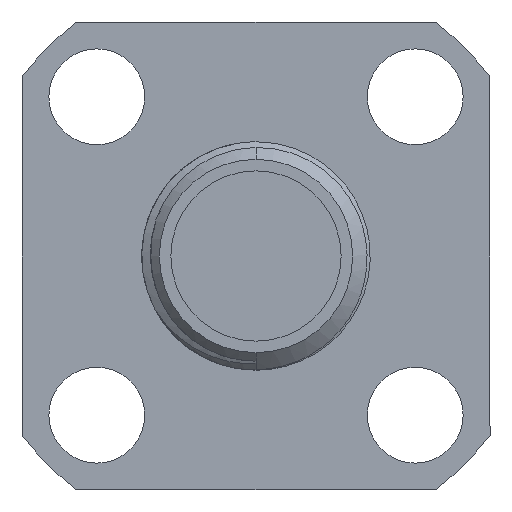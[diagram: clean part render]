
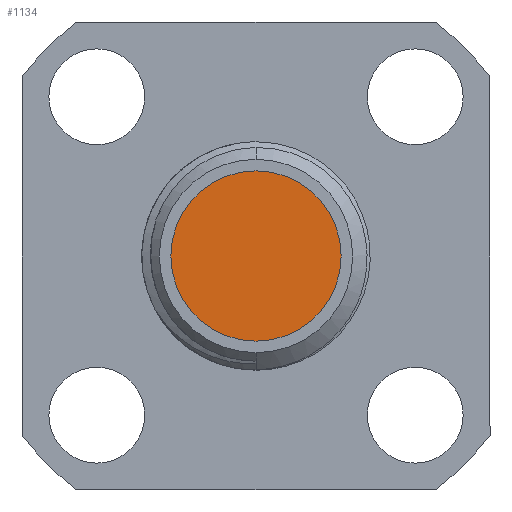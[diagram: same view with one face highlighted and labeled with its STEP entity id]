
A CAD part, left-side view. The second image highlights one B-rep face of the part: STEP entity #1134.
In plain terms, the highlighted planar face has unit normal (-1, 0, 0).
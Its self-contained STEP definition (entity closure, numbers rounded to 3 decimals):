
#104 = CIRCLE ( 'NONE', #2290, 2.31 ) ;
#207 = DIRECTION ( 'NONE',  ( 1., 0., 0. ) ) ;
#564 = PLANE ( 'NONE',  #1873 ) ;
#1024 = CARTESIAN_POINT ( 'NONE',  ( 1.95, 0., 0. ) ) ;
#1134 = ADVANCED_FACE ( 'NONE', ( #2684 ), #564, .F. ) ;
#1418 = CIRCLE ( 'NONE', #1924, 2.31 ) ;
#1458 = VERTEX_POINT ( 'NONE', #1503 ) ;
#1503 = CARTESIAN_POINT ( 'NONE',  ( 1.95, 0., 2.31 ) ) ;
#1583 = DIRECTION ( 'NONE',  ( -1., 0., 0. ) ) ;
#1719 = CARTESIAN_POINT ( 'NONE',  ( 1.95, 0., -2.31 ) ) ;
#1873 = AXIS2_PLACEMENT_3D ( 'NONE', #3917, #207, #2371 ) ;
#1924 = AXIS2_PLACEMENT_3D ( 'NONE', #1024, #2537, #3807 ) ;
#1943 = DIRECTION ( 'NONE',  ( 0., 0., 1. ) ) ;
#1967 = CARTESIAN_POINT ( 'NONE',  ( 1.95, 0., 0. ) ) ;
#2034 = EDGE_CURVE ( 'NONE', #3653, #1458, #1418, .T. ) ;
#2057 = ORIENTED_EDGE ( 'NONE', *, *, #3264, .T. ) ;
#2290 = AXIS2_PLACEMENT_3D ( 'NONE', #1967, #1583, #1943 ) ;
#2371 = DIRECTION ( 'NONE',  ( 0., 0., -1. ) ) ;
#2537 = DIRECTION ( 'NONE',  ( -1., 0., 0. ) ) ;
#2684 = FACE_OUTER_BOUND ( 'NONE', #2874, .T. ) ;
#2874 = EDGE_LOOP ( 'NONE', ( #2057, #3451 ) ) ;
#3264 = EDGE_CURVE ( 'NONE', #1458, #3653, #104, .T. ) ;
#3451 = ORIENTED_EDGE ( 'NONE', *, *, #2034, .T. ) ;
#3653 = VERTEX_POINT ( 'NONE', #1719 ) ;
#3807 = DIRECTION ( 'NONE',  ( 0., 0., 1. ) ) ;
#3917 = CARTESIAN_POINT ( 'NONE',  ( 1.95, 0., 0. ) ) ;
